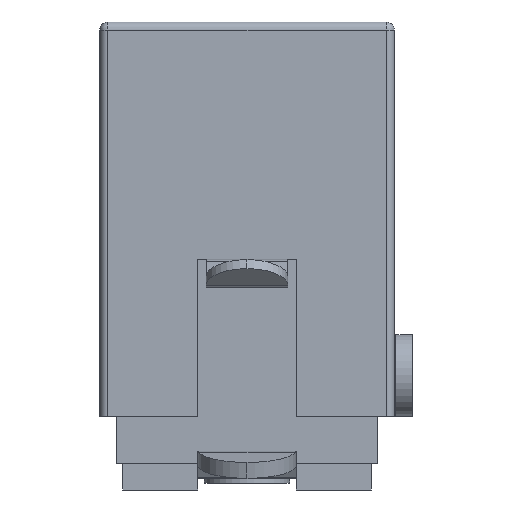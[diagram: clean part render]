
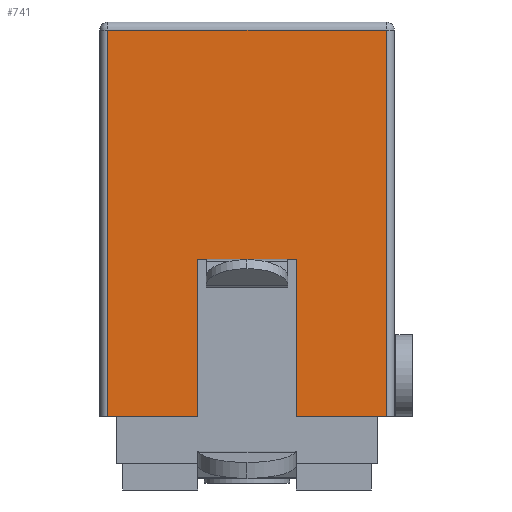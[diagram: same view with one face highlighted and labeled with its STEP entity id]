
A CAD part, front view. The second image highlights one B-rep face of the part: STEP entity #741.
In plain terms, the highlighted planar face has unit normal (0, -1, 0).
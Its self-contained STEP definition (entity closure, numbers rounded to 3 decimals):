
#73 = LINE ( 'NONE', #3490, #459 ) ;
#128 = EDGE_CURVE ( 'NONE', #4663, #1244, #3846, .T. ) ;
#197 = LINE ( 'NONE', #512, #633 ) ;
#391 = DIRECTION ( 'NONE',  ( 1., 0., 0. ) ) ;
#413 = ORIENTED_EDGE ( 'NONE', *, *, #1442, .T. ) ;
#436 = EDGE_CURVE ( 'NONE', #2519, #2761, #916, .T. ) ;
#459 = VECTOR ( 'NONE', #4227, 1000. ) ;
#512 = CARTESIAN_POINT ( 'NONE',  ( -4.5, 0., 6.5 ) ) ;
#515 = ORIENTED_EDGE ( 'NONE', *, *, #1374, .T. ) ;
#530 = CARTESIAN_POINT ( 'NONE',  ( -4.25, 0., 6.75 ) ) ;
#616 = ORIENTED_EDGE ( 'NONE', *, *, #436, .T. ) ;
#633 = VECTOR ( 'NONE', #1243, 1000. ) ;
#741 = ADVANCED_FACE ( 'NONE', ( #2690 ), #3778, .F. ) ;
#796 = DIRECTION ( 'NONE',  ( -1., 0., 0. ) ) ;
#807 = VERTEX_POINT ( 'NONE', #3048 ) ;
#865 = LINE ( 'NONE', #3083, #3061 ) ;
#916 = LINE ( 'NONE', #2404, #2904 ) ;
#1243 = DIRECTION ( 'NONE',  ( -1., 0., 0. ) ) ;
#1244 = VERTEX_POINT ( 'NONE', #1348 ) ;
#1268 = VERTEX_POINT ( 'NONE', #3664 ) ;
#1348 = CARTESIAN_POINT ( 'NONE',  ( -4.25, 0., -5.3 ) ) ;
#1374 = EDGE_CURVE ( 'NONE', #2761, #4730, #4151, .T. ) ;
#1425 = ORIENTED_EDGE ( 'NONE', *, *, #3478, .T. ) ;
#1442 = EDGE_CURVE ( 'NONE', #1268, #807, #73, .T. ) ;
#1472 = DIRECTION ( 'NONE',  ( 0., 0., 1. ) ) ;
#1599 = CARTESIAN_POINT ( 'NONE',  ( -4.25, 0., 6.5 ) ) ;
#1721 = CARTESIAN_POINT ( 'NONE',  ( -1.5, 0., -0.5 ) ) ;
#1823 = VERTEX_POINT ( 'NONE', #3577 ) ;
#1880 = VECTOR ( 'NONE', #1472, 1000. ) ;
#1891 = LINE ( 'NONE', #2177, #3208 ) ;
#1893 = EDGE_CURVE ( 'NONE', #807, #4663, #197, .T. ) ;
#1902 = ORIENTED_EDGE ( 'NONE', *, *, #4669, .F. ) ;
#1912 = LINE ( 'NONE', #2237, #1880 ) ;
#2177 = CARTESIAN_POINT ( 'NONE',  ( 4.5, 0., -5.3 ) ) ;
#2192 = ORIENTED_EDGE ( 'NONE', *, *, #1893, .T. ) ;
#2196 = ORIENTED_EDGE ( 'NONE', *, *, #128, .T. ) ;
#2237 = CARTESIAN_POINT ( 'NONE',  ( -1.5, 0., 6.75 ) ) ;
#2404 = CARTESIAN_POINT ( 'NONE',  ( -4.5, 0., -0.5 ) ) ;
#2519 = VERTEX_POINT ( 'NONE', #1721 ) ;
#2642 = CARTESIAN_POINT ( 'NONE',  ( 1.5, 0., 6.75 ) ) ;
#2679 = DIRECTION ( 'NONE',  ( 0., 0., -1. ) ) ;
#2690 = FACE_OUTER_BOUND ( 'NONE', #2793, .T. ) ;
#2761 = VERTEX_POINT ( 'NONE', #4825 ) ;
#2793 = EDGE_LOOP ( 'NONE', ( #2192, #2196, #3224, #1425, #616, #515, #1902, #413 ) ) ;
#2904 = VECTOR ( 'NONE', #3520, 1000. ) ;
#2952 = VECTOR ( 'NONE', #4116, 1000. ) ;
#3048 = CARTESIAN_POINT ( 'NONE',  ( 4.25, 0., 6.5 ) ) ;
#3061 = VECTOR ( 'NONE', #3841, 1000. ) ;
#3065 = EDGE_CURVE ( 'NONE', #1823, #1244, #1891, .T. ) ;
#3083 = CARTESIAN_POINT ( 'NONE',  ( 4.5, 0., -5.3 ) ) ;
#3208 = VECTOR ( 'NONE', #796, 1000. ) ;
#3224 = ORIENTED_EDGE ( 'NONE', *, *, #3065, .F. ) ;
#3368 = AXIS2_PLACEMENT_3D ( 'NONE', #4505, #3723, #391 ) ;
#3470 = CARTESIAN_POINT ( 'NONE',  ( 1.5, 0., -5.3 ) ) ;
#3478 = EDGE_CURVE ( 'NONE', #1823, #2519, #1912, .T. ) ;
#3490 = CARTESIAN_POINT ( 'NONE',  ( 4.25, 0., 6.75 ) ) ;
#3520 = DIRECTION ( 'NONE',  ( 1., 0., 0. ) ) ;
#3577 = CARTESIAN_POINT ( 'NONE',  ( -1.5, 0., -5.3 ) ) ;
#3609 = VECTOR ( 'NONE', #2679, 1000. ) ;
#3664 = CARTESIAN_POINT ( 'NONE',  ( 4.25, 0., -5.3 ) ) ;
#3723 = DIRECTION ( 'NONE',  ( 0., 1., 0. ) ) ;
#3778 = PLANE ( 'NONE',  #3368 ) ;
#3841 = DIRECTION ( 'NONE',  ( -1., 0., 0. ) ) ;
#3846 = LINE ( 'NONE', #530, #3609 ) ;
#4116 = DIRECTION ( 'NONE',  ( 0., 0., -1. ) ) ;
#4151 = LINE ( 'NONE', #2642, #2952 ) ;
#4227 = DIRECTION ( 'NONE',  ( 0., 0., 1. ) ) ;
#4505 = CARTESIAN_POINT ( 'NONE',  ( -4.5, 0., 6.75 ) ) ;
#4663 = VERTEX_POINT ( 'NONE', #1599 ) ;
#4669 = EDGE_CURVE ( 'NONE', #1268, #4730, #865, .T. ) ;
#4730 = VERTEX_POINT ( 'NONE', #3470 ) ;
#4825 = CARTESIAN_POINT ( 'NONE',  ( 1.5, 0., -0.5 ) ) ;
